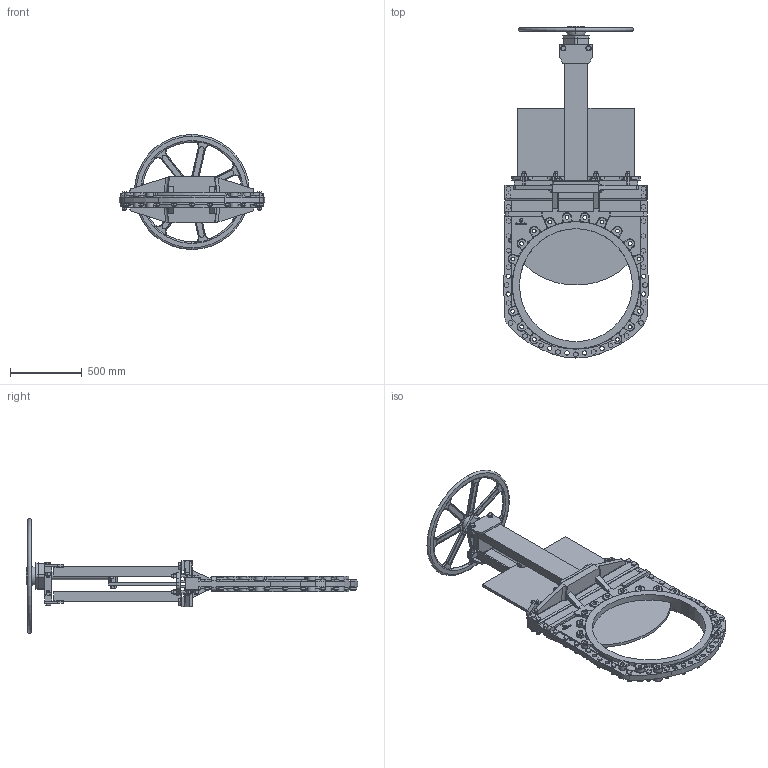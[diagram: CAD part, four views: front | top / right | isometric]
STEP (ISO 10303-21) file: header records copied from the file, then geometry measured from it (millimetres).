
FILE_DESCRIPTION (( 'STEP AP214' ), '1' );
FILE_NAME ('EB DN800_CAST IRON_HANDWHEEL_NRS.STEP', '2012-04-25T07:13:08', ( 'Usuario' ), ( '' ), 'SwSTEP 2.0', 'SolidWorks 2011', '' );
FILE_SCHEMA (( 'AUTOMOTIVE_DESIGN' ));
Length unit declared in the file: millimetre
Products named in the file (1): EB DN800_CAST IRON_HANDWHEEL_NRS
Bounding box: 1010.77 x 2307.2 x 800 mm (x, y, z)
Surface area: 6191675.6 mm2 (no closed solid volume)
Topology: 0 solids, 195 shells, 2299 faces, 7604 edges, 5111 vertices
Faces by surface type: plane 1024, cylinder 669, cone 211, torus 209, bspline 186
Entity records: 128712 total; most frequent: CARTESIAN_POINT 40789, DIRECTION 12732, ORIENTED_EDGE 12044, EDGE_CURVE 7596, VERTEX_POINT 5111, AXIS2_PLACEMENT_3D 4801, VECTOR 3130, LINE 3130
